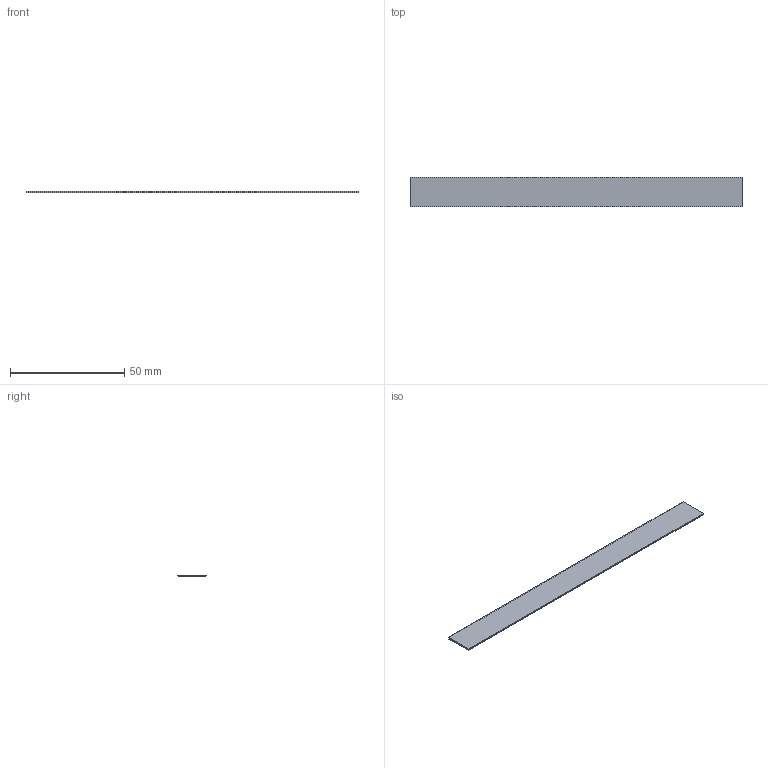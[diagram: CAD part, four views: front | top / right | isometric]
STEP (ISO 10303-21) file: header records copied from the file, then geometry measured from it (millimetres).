
FILE_DESCRIPTION((''),'2;1');
FILE_NAME('586339-01-Z01','2021-05-05T14:55:45',('AT10150'),(''),'CREO PARAMETRIC BY PTC INC, 2019164','CREO PARAMETRIC BY PTC INC, 2019164','');
FILE_SCHEMA(('AUTOMOTIVE_DESIGN { 1 0 10303 214 1 1 1 1 }'));
Length unit declared in the file: millimetre
Products named in the file (1): 586339-01-Z01
Bounding box: 145 x 12.7 x 0.84 mm (x, y, z)
Volume: 1481.9 mm3; surface area: 3947 mm2
Topology: 1 solids, 1 shells, 10 faces, 56 edges, 56 vertices
Faces by surface type: plane 10
Entity records: 764 total; most frequent: CARTESIAN_POINT 85, DIRECTION 78, PRESENTATION_STYLE_ASSIGNMENT 57, STYLED_ITEM 57, VECTOR 56, LINE 56, CURVE_STYLE 56, ORIENTED_EDGE 48
